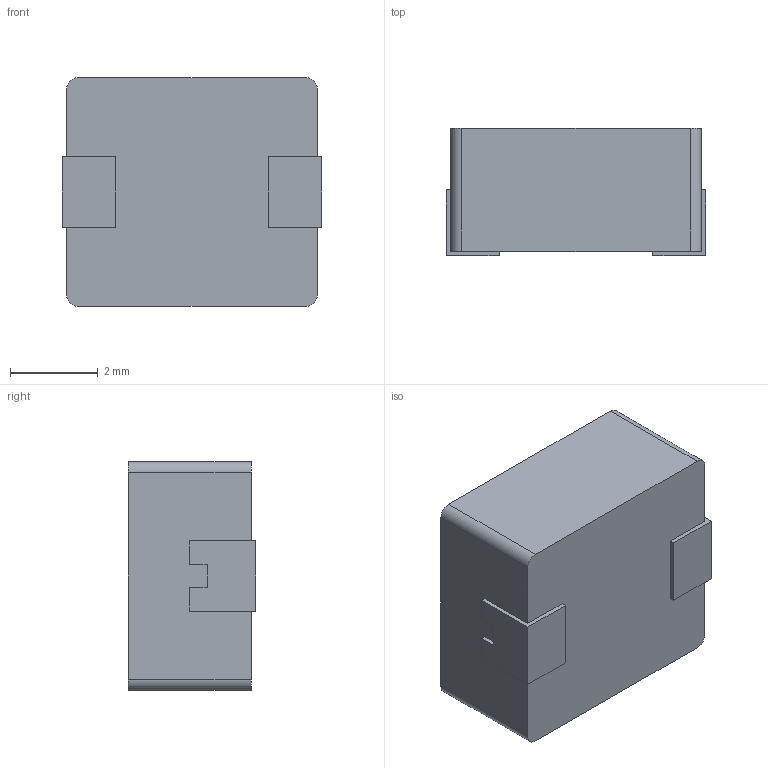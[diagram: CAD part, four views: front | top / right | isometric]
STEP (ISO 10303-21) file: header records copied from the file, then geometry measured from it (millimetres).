
FILE_DESCRIPTION (( 'STEP AP214' ), '1' );
FILE_NAME ('User Library-SMDinductor.STEP', '2018-02-13T07:09:01', ( '' ), ( '' ), 'SwSTEP 2.0', 'SolidWorks 2018', '' );
FILE_SCHEMA (( 'AUTOMOTIVE_DESIGN' ));
Length unit declared in the file: millimetre
Products named in the file (1): User Library-SMDinductor
Bounding box: 5.9 x 2.9 x 5.2 mm (x, y, z)
Volume: 83.6 mm3; surface area: 136.7 mm2
Topology: 3 solids, 3 shells, 34 faces, 84 edges, 56 vertices
Faces by surface type: plane 30, cylinder 4
Entity records: 1136 total; most frequent: CARTESIAN_POINT 175, ORIENTED_EDGE 168, DIRECTION 162, EDGE_CURVE 84, LINE 76, VECTOR 76, VERTEX_POINT 56, AXIS2_PLACEMENT_3D 43
